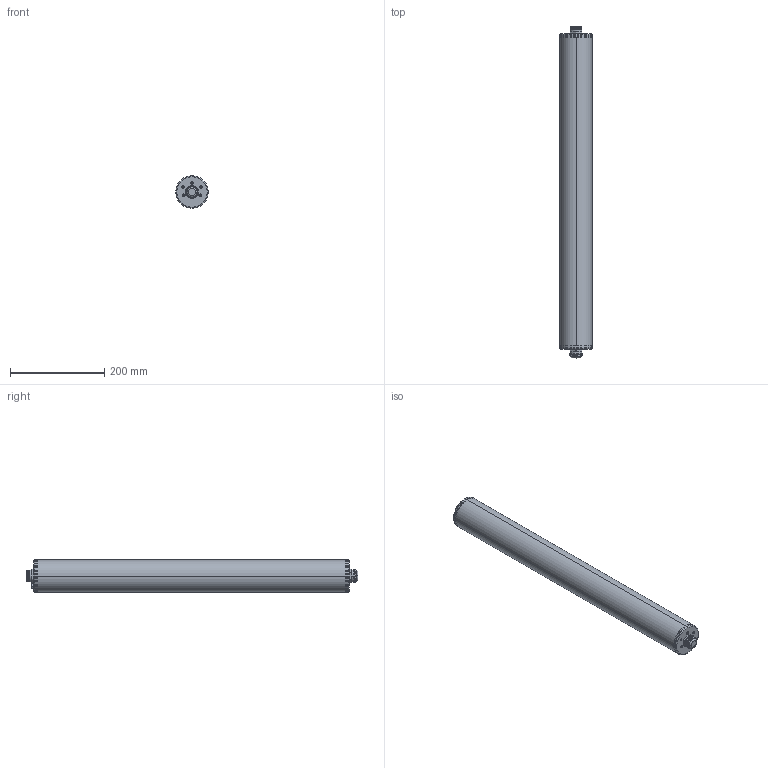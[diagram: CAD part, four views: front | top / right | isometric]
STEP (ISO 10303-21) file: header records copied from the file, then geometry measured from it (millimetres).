
FILE_DESCRIPTION((''),'2;1');
FILE_NAME('216281_ASM','2021-10-28T10:55:26',('PDMAdmin'),('BANNER ENGINEERING'),'CREO PARAMETRIC BY PTC INC, 2019292','CREO PARAMETRIC BY PTC INC, 2019292','');
FILE_SCHEMA(('CONFIG_CONTROL_DESIGN'));
Products named in the file (63): 208079_AF606; 208584_AF277; 208383_AF0; 93365A132_HEAT-SET_INSERTS_FOR__AF6; 93365A132_HEAT-SET_INSERTS_FOR__AF7; 93365A132_HEAT-SET_INSERTS_FOR__AF8; 208383_AF234_ASM; 208383_AF2; 93365A132_HEAT-SET_INSERTS_FOR__AF9; 93365A132_HEAT-SET_INSERTS_FOR__AF10; 93365A132_HEAT-SET_INSERTS_FOR__AF11; 208383_AF235_ASM; 208388_AF0; 209266_AF277; 208386_AF3; 208583_OLD_AF1; 219148_AF145_ASM; 218652; 186079_AF1; 151462; 151461; SOMMS_SEALEDAC_QD_LEADS_AF2; 172450_AF3; 172447_AF8; 172447_AF9; 172447_AF10; 172447_AF11; 208578_AF113_ASM; 208806_AF609; 208386_AF2; 212503_OLD_AF1; 212504_AF1_ASM; 212151_AF1; 217675_AF1; 141546_TAMPERED_AF5; 141547; 137855_AF5_ASM; 141546_TAMPERED_AF6; 137855_AF6_ASM; 141546_TAMPERED_AF7 ...
Assembly tree (69 placements, depth 4):
  216281_ASM
    208079_AF606
    208584_AF277
    208383_AF234_ASM
      208383_AF0
      93365A132_HEAT-SET_INSERTS_FOR__AF6
      93365A132_HEAT-SET_INSERTS_FOR__AF7
      93365A132_HEAT-SET_INSERTS_FOR__AF8
    208383_AF235_ASM
      208383_AF2
      93365A132_HEAT-SET_INSERTS_FOR__AF9
      93365A132_HEAT-SET_INSERTS_FOR__AF10
      93365A132_HEAT-SET_INSERTS_FOR__AF11
    208388_AF0
    209266_AF277
    219148_AF145_ASM
      208386_AF3
      208583_OLD_AF1
    208578_AF113_ASM
      218652
      186079_AF1
      151462  x4
      151461
      SOMMS_SEALEDAC_QD_LEADS_AF2
      172450_AF3
      172447_AF8
      172447_AF9
      172447_AF10
      172447_AF11
    208806_AF609
    212504_AF1_ASM
      208386_AF2
      212503_OLD_AF1
    208579_AF77_ASM
      212151_AF1
      217675_AF1
      137855_AF5_ASM
        141546_TAMPERED_AF5
        141547
      137855_AF6_ASM
        141546_TAMPERED_AF6
        141547
      137855_AF7_ASM
        141546_TAMPERED_AF7
        141547
      137855_AF8_ASM
        141546_TAMPERED_AF8
        141547
      137855_AF9_ASM
        141546_TAMPERED_AF9
        141547
      SOMMS_SEALEDAC_QD_LEADS_AF3
      172450_AF4
      172447_GENERIC_AF4
      172447_GENERIC_AF5
      172447_GENERIC_AF6
      172447_GENERIC_AF7
    213945_ASM
      213945
      04584_AF0
Bounding box: 68.5 x 703.15 x 68.5 mm (x, y, z)
Volume: 171653.1 mm3; surface area: 364692.6 mm2
Topology: 43 solids, 55 shells, 1142 faces, 2483 edges, 1515 vertices
Faces by surface type: cylinder 372, plane 310, cone 216, bspline 134, torus 100, sphere 10
Entity records: 43635 total; most frequent: CARTESIAN_POINT 20905, DIRECTION 4731, ORIENTED_EDGE 4310, EDGE_CURVE 2159, AXIS2_PLACEMENT_3D 2018, VERTEX_POINT 1343, EDGE_LOOP 1140, FACE_OUTER_BOUND 997
